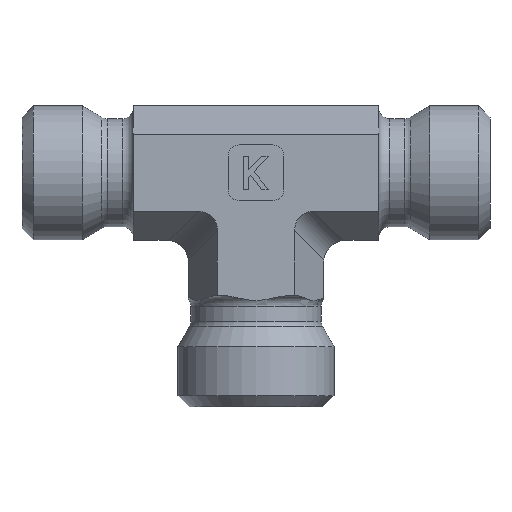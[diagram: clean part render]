
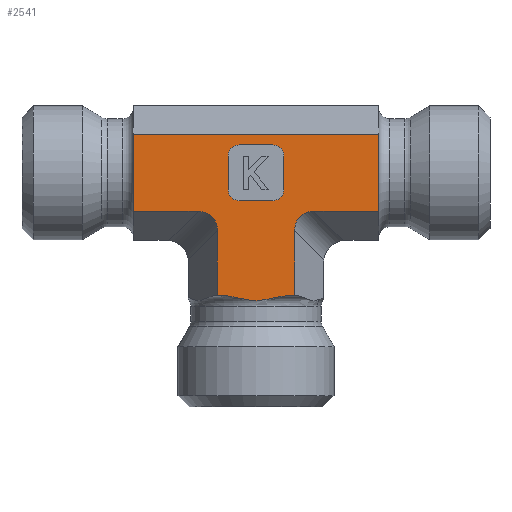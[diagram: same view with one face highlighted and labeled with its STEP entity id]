
A CAD part, left-side view. The second image highlights one B-rep face of the part: STEP entity #2541.
In plain terms, the highlighted planar face has unit normal (-1, 0, 0).
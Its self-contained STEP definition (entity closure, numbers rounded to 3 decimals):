
#326=CARTESIAN_POINT('',(-25.685,20.544,10.036));
#327=VERTEX_POINT('',#326);
#336=CARTESIAN_POINT('',(-25.685,20.544,16.964));
#337=VERTEX_POINT('',#336);
#338=CARTESIAN_POINT('',(-25.685,20.544,16.964));
#339=DIRECTION('',(0.0,0.0,-1.0));
#340=VECTOR('',#339,6.928);
#341=LINE('',#338,#340);
#342=EDGE_CURVE('',#337,#327,#341,.T.);
#555=CARTESIAN_POINT('',(-25.685,-1.456,16.964));
#556=VERTEX_POINT('',#555);
#557=CARTESIAN_POINT('',(-25.685,20.544,16.964));
#558=DIRECTION('',(0.0,-1.0,0.0));
#559=VECTOR('',#558,22.0);
#560=LINE('',#557,#559);
#561=EDGE_CURVE('',#337,#556,#560,.T.);
#836=CARTESIAN_POINT('',(-25.685,13.008,2.5));
#837=VERTEX_POINT('',#836);
#844=CARTESIAN_POINT('',(-25.685,12.849,2.5));
#845=VERTEX_POINT('',#844);
#853=CARTESIAN_POINT('',(-25.685,13.008,2.5));
#854=DIRECTION('',(0.0,-1.0,0.0));
#855=VECTOR('',#854,0.159);
#856=LINE('',#853,#855);
#857=EDGE_CURVE('',#837,#845,#856,.T.);
#891=CARTESIAN_POINT('',(-25.685,6.08,2.5));
#892=VERTEX_POINT('',#891);
#901=CARTESIAN_POINT('',(-25.685,6.239,2.5));
#902=VERTEX_POINT('',#901);
#903=CARTESIAN_POINT('',(-25.685,6.239,2.5));
#904=DIRECTION('',(0.0,-1.0,0.0));
#905=VECTOR('',#904,0.159);
#906=LINE('',#903,#905);
#907=EDGE_CURVE('',#902,#892,#906,.T.);
#973=CARTESIAN_POINT('',(-25.685,12.849,2.5));
#974=CARTESIAN_POINT('',(-25.685,12.475,2.5));
#975=CARTESIAN_POINT('',(-25.685,12.031,2.442));
#976=CARTESIAN_POINT('',(-25.685,10.999,2.25));
#977=CARTESIAN_POINT('',(-25.685,10.22,2.027));
#978=CARTESIAN_POINT('',(-25.685,9.544,2.027));
#979=CARTESIAN_POINT('',(-25.685,8.868,2.027));
#980=CARTESIAN_POINT('',(-25.685,8.088,2.25));
#981=CARTESIAN_POINT('',(-25.685,7.057,2.442));
#982=CARTESIAN_POINT('',(-25.685,6.612,2.5));
#983=CARTESIAN_POINT('',(-25.685,6.239,2.5));
#984=B_SPLINE_CURVE_WITH_KNOTS('',3,(#973,#974,#975,#976,#977,#978,#979,#980,#981,#982,#983),.UNSPECIFIED.,.F.,.U.,(4,2,3,2,4),(-0.315,-0.203,0.0,0.203,0.315),.UNSPECIFIED.);
#985=EDGE_CURVE('',#845,#902,#984,.T.);
#1174=CARTESIAN_POINT('',(-25.685,13.008,8.304));
#1175=VERTEX_POINT('',#1174);
#1176=CARTESIAN_POINT('',(-25.685,13.008,2.5));
#1177=DIRECTION('',(0.0,0.0,1.0));
#1178=VECTOR('',#1177,5.804);
#1179=LINE('',#1176,#1178);
#1180=EDGE_CURVE('',#837,#1175,#1179,.T.);
#1407=CARTESIAN_POINT('',(-25.685,-1.456,10.036));
#1408=VERTEX_POINT('',#1407);
#1409=CARTESIAN_POINT('',(-25.685,-1.456,10.036));
#1410=DIRECTION('',(0.0,0.0,1.0));
#1411=VECTOR('',#1410,6.928);
#1412=LINE('',#1409,#1411);
#1413=EDGE_CURVE('',#1408,#556,#1412,.T.);
#1509=CARTESIAN_POINT('',(-25.685,4.348,10.036));
#1510=VERTEX_POINT('',#1509);
#1511=CARTESIAN_POINT('',(-25.685,4.348,10.036));
#1512=DIRECTION('',(0.0,-1.0,0.0));
#1513=VECTOR('',#1512,5.804);
#1514=LINE('',#1511,#1513);
#1515=EDGE_CURVE('',#1510,#1408,#1514,.T.);
#1611=CARTESIAN_POINT('',(-25.685,14.74,10.036));
#1612=VERTEX_POINT('',#1611);
#1613=CARTESIAN_POINT('',(-25.685,15.317,7.726));
#1614=DIRECTION('',(-1.0,0.0,0.0));
#1615=DIRECTION('',(0.0,-0.707,0.707));
#1616=AXIS2_PLACEMENT_3D('',#1613,#1614,#1615);
#1617=ELLIPSE('',#1616,2.582,2.0);
#1618=EDGE_CURVE('',#1175,#1612,#1617,.T.);
#1675=CARTESIAN_POINT('',(-25.685,14.74,10.036));
#1676=DIRECTION('',(0.0,1.0,0.0));
#1677=VECTOR('',#1676,5.804);
#1678=LINE('',#1675,#1677);
#1679=EDGE_CURVE('',#1612,#327,#1678,.T.);
#2092=CARTESIAN_POINT('',(-25.685,7.044,15.0));
#2093=VERTEX_POINT('',#2092);
#2100=CARTESIAN_POINT('',(-25.685,8.044,16.0));
#2101=VERTEX_POINT('',#2100);
#2102=CARTESIAN_POINT('',(-25.685,8.044,15.0));
#2103=DIRECTION('',(-1.0,0.0,0.0));
#2104=DIRECTION('',(0.0,-0.707,0.707));
#2105=AXIS2_PLACEMENT_3D('',#2102,#2103,#2104);
#2106=CIRCLE('',#2105,1.0);
#2107=EDGE_CURVE('',#2093,#2101,#2106,.T.);
#2124=CARTESIAN_POINT('',(-25.685,11.044,16.0));
#2125=VERTEX_POINT('',#2124);
#2126=CARTESIAN_POINT('',(-25.685,11.044,16.0));
#2127=DIRECTION('',(0.0,-1.0,0.0));
#2128=VECTOR('',#2127,3.);
#2129=LINE('',#2126,#2128);
#2130=EDGE_CURVE('',#2125,#2101,#2129,.T.);
#2165=CARTESIAN_POINT('',(-25.685,8.044,11.0));
#2166=VERTEX_POINT('',#2165);
#2173=CARTESIAN_POINT('',(-25.685,7.044,12.));
#2174=VERTEX_POINT('',#2173);
#2175=CARTESIAN_POINT('',(-25.685,8.044,12.));
#2176=DIRECTION('',(-1.0,0.0,0.0));
#2177=DIRECTION('',(0.0,-0.707,-0.707));
#2178=AXIS2_PLACEMENT_3D('',#2175,#2176,#2177);
#2179=CIRCLE('',#2178,1.0);
#2180=EDGE_CURVE('',#2166,#2174,#2179,.T.);
#2204=CARTESIAN_POINT('',(-25.685,7.044,15.0));
#2205=DIRECTION('',(0.0,0.0,-1.0));
#2206=VECTOR('',#2205,3.);
#2207=LINE('',#2204,#2206);
#2208=EDGE_CURVE('',#2093,#2174,#2207,.T.);
#2229=CARTESIAN_POINT('',(-25.685,12.044,12.));
#2230=VERTEX_POINT('',#2229);
#2237=CARTESIAN_POINT('',(-25.685,11.044,11.0));
#2238=VERTEX_POINT('',#2237);
#2239=CARTESIAN_POINT('',(-25.685,11.044,12.));
#2240=DIRECTION('',(-1.0,0.0,0.0));
#2241=DIRECTION('',(0.0,0.707,-0.707));
#2242=AXIS2_PLACEMENT_3D('',#2239,#2240,#2241);
#2243=CIRCLE('',#2242,1.0);
#2244=EDGE_CURVE('',#2230,#2238,#2243,.T.);
#2268=CARTESIAN_POINT('',(-25.685,8.044,11.0));
#2269=DIRECTION('',(0.0,1.0,0.0));
#2270=VECTOR('',#2269,3.);
#2271=LINE('',#2268,#2270);
#2272=EDGE_CURVE('',#2166,#2238,#2271,.T.);
#2292=CARTESIAN_POINT('',(-25.685,12.044,15.0));
#2293=VERTEX_POINT('',#2292);
#2294=CARTESIAN_POINT('',(-25.685,11.044,15.0));
#2295=DIRECTION('',(-1.0,0.0,0.0));
#2296=DIRECTION('',(0.0,0.707,0.707));
#2297=AXIS2_PLACEMENT_3D('',#2294,#2295,#2296);
#2298=CIRCLE('',#2297,1.0);
#2299=EDGE_CURVE('',#2125,#2293,#2298,.T.);
#2323=CARTESIAN_POINT('',(-25.685,12.044,12.));
#2324=DIRECTION('',(0.0,0.0,1.0));
#2325=VECTOR('',#2324,3.);
#2326=LINE('',#2323,#2325);
#2327=EDGE_CURVE('',#2230,#2293,#2326,.T.);
#2438=CARTESIAN_POINT('',(-25.685,6.08,8.304));
#2439=VERTEX_POINT('',#2438);
#2440=CARTESIAN_POINT('',(-25.685,3.77,7.726));
#2441=DIRECTION('',(-1.0,0.0,0.0));
#2442=DIRECTION('',(0.0,0.707,0.707));
#2443=AXIS2_PLACEMENT_3D('',#2440,#2441,#2442);
#2444=ELLIPSE('',#2443,2.582,2.0);
#2445=EDGE_CURVE('',#1510,#2439,#2444,.T.);
#2502=CARTESIAN_POINT('',(-25.685,6.08,2.5));
#2503=DIRECTION('',(0.0,0.0,1.0));
#2504=VECTOR('',#2503,5.804);
#2505=LINE('',#2502,#2504);
#2506=EDGE_CURVE('',#892,#2439,#2505,.T.);
#2512=CARTESIAN_POINT('',(-25.685,6.08,0.0));
#2513=DIRECTION('',(-1.0,0.0,0.0));
#2514=DIRECTION('',(0.0,0.0,1.0));
#2515=AXIS2_PLACEMENT_3D('',#2512,#2513,#2514);
#2516=PLANE('',#2515);
#2517=ORIENTED_EDGE('',*,*,#342,.T.);
#2518=ORIENTED_EDGE('',*,*,#1679,.F.);
#2519=ORIENTED_EDGE('',*,*,#1618,.F.);
#2520=ORIENTED_EDGE('',*,*,#1180,.F.);
#2521=ORIENTED_EDGE('',*,*,#857,.T.);
#2522=ORIENTED_EDGE('',*,*,#985,.T.);
#2523=ORIENTED_EDGE('',*,*,#907,.T.);
#2524=ORIENTED_EDGE('',*,*,#2506,.T.);
#2525=ORIENTED_EDGE('',*,*,#2445,.F.);
#2526=ORIENTED_EDGE('',*,*,#1515,.T.);
#2527=ORIENTED_EDGE('',*,*,#1413,.T.);
#2528=ORIENTED_EDGE('',*,*,#561,.F.);
#2529=EDGE_LOOP('',(#2517,#2518,#2519,#2520,#2521,#2522,#2523,#2524,#2525,#2526,#2527,#2528));
#2530=FACE_OUTER_BOUND('',#2529,.T.);
#2531=ORIENTED_EDGE('',*,*,#2272,.T.);
#2532=ORIENTED_EDGE('',*,*,#2244,.F.);
#2533=ORIENTED_EDGE('',*,*,#2327,.T.);
#2534=ORIENTED_EDGE('',*,*,#2299,.F.);
#2535=ORIENTED_EDGE('',*,*,#2130,.T.);
#2536=ORIENTED_EDGE('',*,*,#2107,.F.);
#2537=ORIENTED_EDGE('',*,*,#2208,.T.);
#2538=ORIENTED_EDGE('',*,*,#2180,.F.);
#2539=EDGE_LOOP('',(#2531,#2532,#2533,#2534,#2535,#2536,#2537,#2538));
#2540=FACE_BOUND('',#2539,.T.);
#2541=ADVANCED_FACE('',(#2530,#2540),#2516,.T.);
